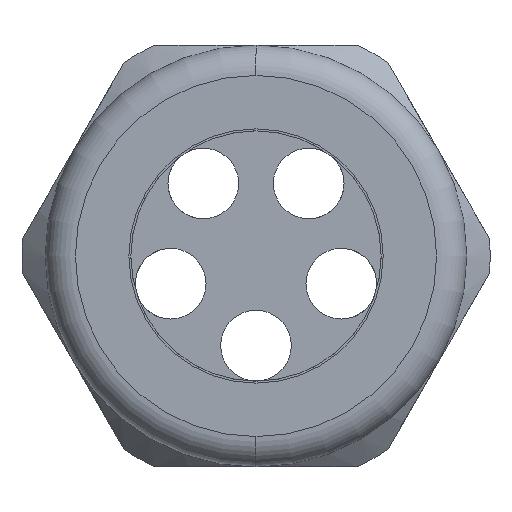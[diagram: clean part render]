
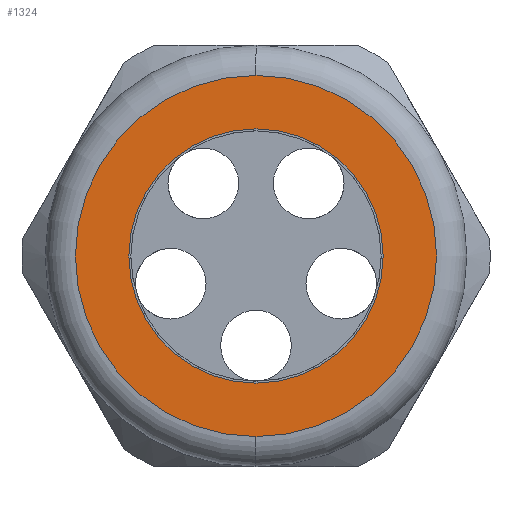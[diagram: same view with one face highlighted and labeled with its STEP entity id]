
A CAD part, left-side view. The second image highlights one B-rep face of the part: STEP entity #1324.
In plain terms, the highlighted planar face has unit normal (-1, 0, 0).
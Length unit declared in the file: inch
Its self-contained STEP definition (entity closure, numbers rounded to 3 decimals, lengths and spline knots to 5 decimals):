
#556 = CARTESIAN_POINT ( 'NONE',  ( -2.2, 0., 0. ) ) ;
#606 = CARTESIAN_POINT ( 'NONE',  ( -2.2, 0., -0.63 ) ) ;
#615 = CARTESIAN_POINT ( 'NONE',  ( -2.2, 0., 0.63 ) ) ;
#616 = DIRECTION ( 'NONE',  ( 0., 0., -1. ) ) ;
#617 = DIRECTION ( 'NONE',  ( 1., 0., 0. ) ) ;
#618 = AXIS2_PLACEMENT_3D ( 'NONE', #556, #617, #616 ) ;
#619 = CIRCLE ( 'NONE', #618, 0.63 ) ;
#888 = CARTESIAN_POINT ( 'NONE',  ( -2.2, 0., 0.895 ) ) ;
#1001 = DIRECTION ( 'NONE',  ( 0., 0., 1. ) ) ;
#1002 = DIRECTION ( 'NONE',  ( -1., 0., 0. ) ) ;
#1003 = CARTESIAN_POINT ( 'NONE',  ( -2.2, 0., 0. ) ) ;
#1004 = AXIS2_PLACEMENT_3D ( 'NONE', #1003, #1002, #1001 ) ;
#1005 = CIRCLE ( 'NONE', #1004, 0.895 ) ;
#1008 = CARTESIAN_POINT ( 'NONE',  ( -2.2, 0., -0.895 ) ) ;
#1310 = EDGE_CURVE ( 'NONE', #4902, #4895, #2496, .T. ) ;
#1313 = ORIENTED_EDGE ( 'NONE', *, *, #1310, .T. ) ;
#1315 = EDGE_LOOP ( 'NONE', ( #1313, #1347 ) ) ;
#1316 = ORIENTED_EDGE ( 'NONE', *, *, #5122, .T. ) ;
#1318 = ORIENTED_EDGE ( 'NONE', *, *, #1319, .T. ) ;
#1319 = EDGE_CURVE ( 'NONE', #5119, #5076, #2550, .T. ) ;
#1324 = ADVANCED_FACE ( 'NONE', ( #2540, #2539 ), #2538, .T. ) ;
#1330 = EDGE_LOOP ( 'NONE', ( #1316, #1318 ) ) ;
#1347 = ORIENTED_EDGE ( 'NONE', *, *, #4894, .T. ) ;
#2493 = DIRECTION ( 'NONE',  ( 0., 0., -1. ) ) ;
#2494 = DIRECTION ( 'NONE',  ( 1., 0., 0. ) ) ;
#2495 = AXIS2_PLACEMENT_3D ( 'NONE', #2502, #2494, #2493 ) ;
#2496 = CIRCLE ( 'NONE', #2495, 0.63 ) ;
#2502 = CARTESIAN_POINT ( 'NONE',  ( -2.2, 0., 0. ) ) ;
#2534 = DIRECTION ( 'NONE',  ( 0., 0., 1. ) ) ;
#2535 = DIRECTION ( 'NONE',  ( -1., 0., 0. ) ) ;
#2536 = CARTESIAN_POINT ( 'NONE',  ( -2.2, 1.045, 0. ) ) ;
#2537 = AXIS2_PLACEMENT_3D ( 'NONE', #2536, #2535, #2534 ) ;
#2538 = PLANE ( 'NONE',  #2537 ) ;
#2539 = FACE_BOUND ( 'NONE', #1315, .T. ) ;
#2540 = FACE_OUTER_BOUND ( 'NONE', #1330, .T. ) ;
#2546 = DIRECTION ( 'NONE',  ( 0., 0., 1. ) ) ;
#2547 = DIRECTION ( 'NONE',  ( -1., 0., 0. ) ) ;
#2548 = CARTESIAN_POINT ( 'NONE',  ( -2.2, 0., 0. ) ) ;
#2549 = AXIS2_PLACEMENT_3D ( 'NONE', #2548, #2547, #2546 ) ;
#2550 = CIRCLE ( 'NONE', #2549, 0.895 ) ;
#4894 = EDGE_CURVE ( 'NONE', #4895, #4902, #619, .T. ) ;
#4895 = VERTEX_POINT ( 'NONE', #615 ) ;
#4902 = VERTEX_POINT ( 'NONE', #606 ) ;
#5076 = VERTEX_POINT ( 'NONE', #888 ) ;
#5119 = VERTEX_POINT ( 'NONE', #1008 ) ;
#5122 = EDGE_CURVE ( 'NONE', #5076, #5119, #1005, .T. ) ;
